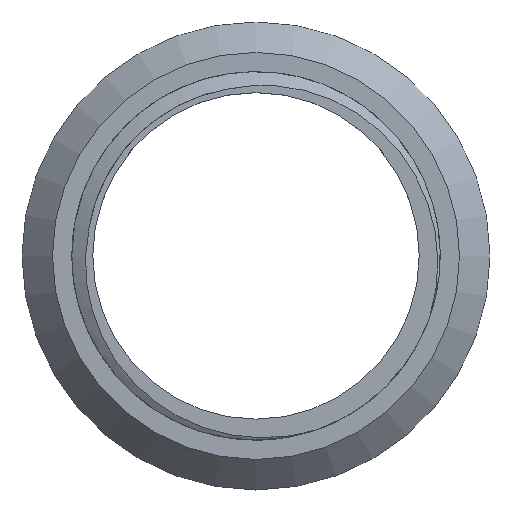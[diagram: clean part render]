
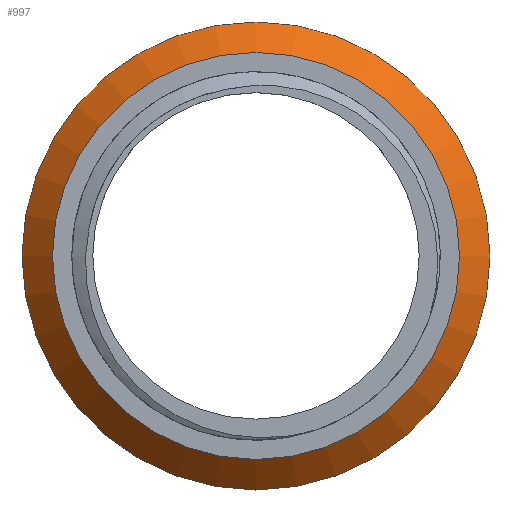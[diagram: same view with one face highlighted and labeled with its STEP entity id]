
A CAD part, top view. The second image highlights one B-rep face of the part: STEP entity #997.
In plain terms, the highlighted conical face has half-angle 45 degrees and reference radius 50.25 mm.
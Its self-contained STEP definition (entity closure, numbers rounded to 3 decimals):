
#42=CONICAL_SURFACE('',#1083,50.25,0.785);
#57=FACE_OUTER_BOUND('',#117,.T.);
#117=EDGE_LOOP('',(#687,#688,#689,#690));
#190=CIRCLE('',#1084,46.75);
#191=CIRCLE('',#1085,53.75);
#254=LINE('',#1683,#333);
#333=VECTOR('',#1228,50.25);
#428=VERTEX_POINT('',#1680);
#429=VERTEX_POINT('',#1682);
#531=EDGE_CURVE('',#428,#428,#190,.T.);
#532=EDGE_CURVE('',#428,#429,#254,.T.);
#533=EDGE_CURVE('',#429,#429,#191,.T.);
#687=ORIENTED_EDGE('',*,*,#531,.T.);
#688=ORIENTED_EDGE('',*,*,#532,.T.);
#689=ORIENTED_EDGE('',*,*,#533,.T.);
#690=ORIENTED_EDGE('',*,*,#532,.F.);
#997=ADVANCED_FACE('',(#57),#42,.T.);
#1083=AXIS2_PLACEMENT_3D('',#1679,#1224,#1225);
#1084=AXIS2_PLACEMENT_3D('',#1681,#1226,#1227);
#1085=AXIS2_PLACEMENT_3D('',#1684,#1229,#1230);
#1224=DIRECTION('center_axis',(0.,0.,-1.));
#1225=DIRECTION('ref_axis',(1.,0.,0.));
#1226=DIRECTION('center_axis',(0.,0.,-1.));
#1227=DIRECTION('ref_axis',(1.,0.,0.));
#1228=DIRECTION('',(-0.707,0.,-0.707));
#1229=DIRECTION('center_axis',(0.,0.,1.));
#1230=DIRECTION('ref_axis',(1.,0.,0.));
#1679=CARTESIAN_POINT('Origin',(0.,0.,3.7));
#1680=CARTESIAN_POINT('',(-46.75,0.,7.2));
#1681=CARTESIAN_POINT('Origin',(0.,0.,7.2));
#1682=CARTESIAN_POINT('',(-53.75,0.,0.2));
#1683=CARTESIAN_POINT('',(-50.25,0.,3.7));
#1684=CARTESIAN_POINT('Origin',(0.,0.,0.2));
